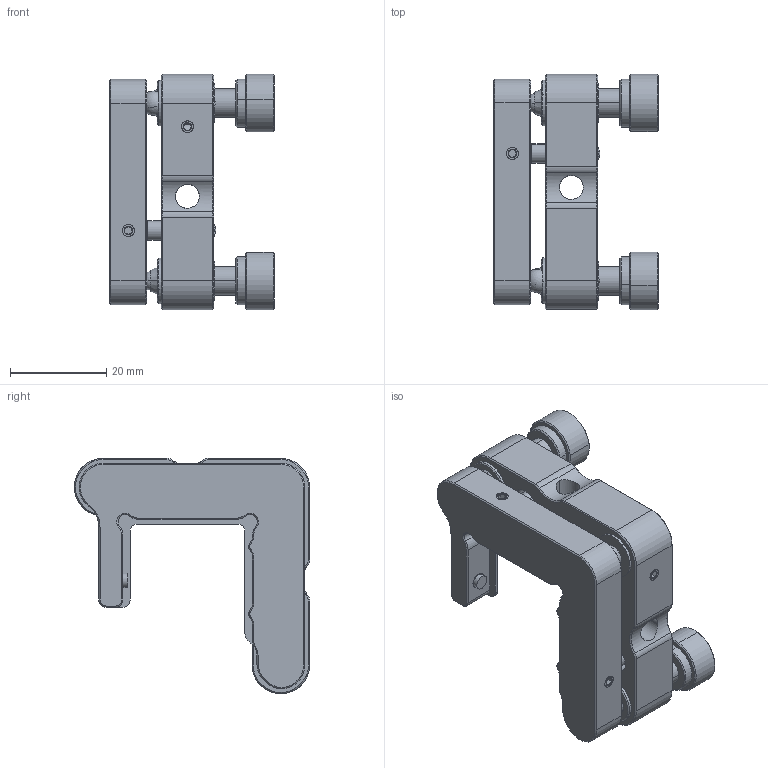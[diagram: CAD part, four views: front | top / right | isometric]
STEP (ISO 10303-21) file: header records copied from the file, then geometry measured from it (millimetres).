
FILE_DESCRIPTION (( 'STEP AP214' ), '1' );
FILE_NAME ('1.1.7.6_ZJJ-R1-2_标准两轴矩形调整架，高度1.0英寸(25.4mm)，右手系，A.STEP', '2020-09-05T05:48:24', ( '' ), ( '' ), 'SwSTEP 2.0', 'SolidWorks 2018', '' );
FILE_SCHEMA (( 'AUTOMOTIVE_DESIGN' ));
Length unit declared in the file: millimetre
Products named in the file (1): 1.1.7.6_ZJJ-R1-2_标准两轴矩形调整架，高度1.0英寸(25.4mm)，右手系，A
Bounding box: 34.3 x 49 x 49 mm (x, y, z)
Surface area: 12328.8 mm2 (no closed solid volume)
Topology: 0 solids, 34 shells, 434 faces, 1086 edges, 672 vertices
Faces by surface type: cone 155, plane 133, cylinder 124, bspline 16, sphere 6
Entity records: 63023 total; most frequent: CARTESIAN_POINT 47965, DIRECTION 2255, ORIENTED_EDGE 1960, EDGE_CURVE 1067, AXIS2_PLACEMENT_3D 877, VERTEX_POINT 663, VECTOR 501, LINE 501
